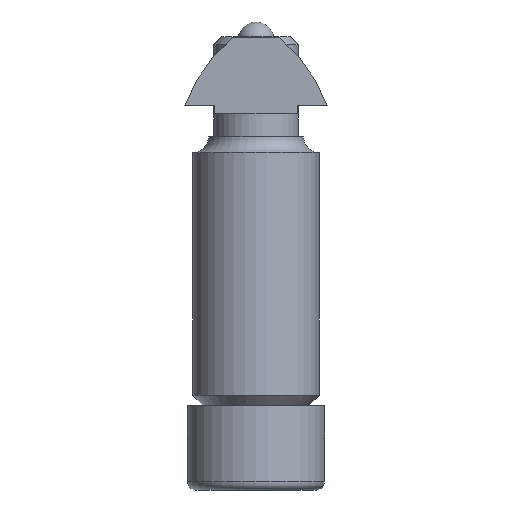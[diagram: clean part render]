
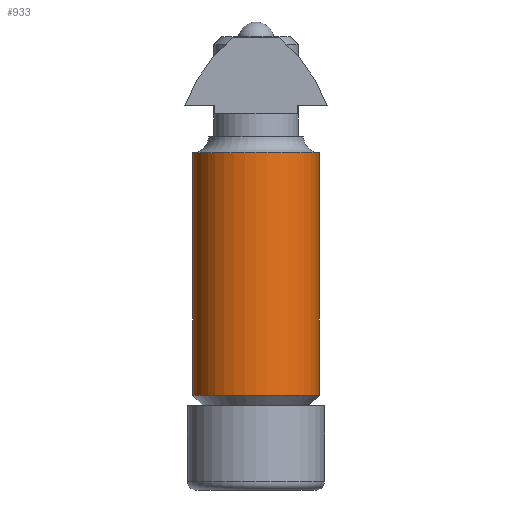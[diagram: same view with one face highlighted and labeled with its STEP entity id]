
A CAD part, left-side view. The second image highlights one B-rep face of the part: STEP entity #933.
In plain terms, the highlighted cylindrical face has radius 6 mm (diameter 12 mm), a full revolution.
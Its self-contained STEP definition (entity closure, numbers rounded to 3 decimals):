
#258=FACE_BOUND('',#366,.T.);
#304=FACE_OUTER_BOUND('',#365,.T.);
#365=EDGE_LOOP('',(#809));
#366=EDGE_LOOP('',(#810));
#423=CIRCLE('',#1016,6.);
#424=CIRCLE('',#1018,6.);
#498=VERTEX_POINT('',#1576);
#499=VERTEX_POINT('',#1579);
#615=EDGE_CURVE('',#498,#498,#423,.T.);
#616=EDGE_CURVE('',#499,#499,#424,.T.);
#809=ORIENTED_EDGE('',*,*,#616,.T.);
#810=ORIENTED_EDGE('',*,*,#615,.F.);
#894=CYLINDRICAL_SURFACE('',#1017,6.);
#933=ADVANCED_FACE('',(#304,#258),#894,.T.);
#1016=AXIS2_PLACEMENT_3D('',#1577,#1241,#1242);
#1017=AXIS2_PLACEMENT_3D('',#1578,#1243,#1244);
#1018=AXIS2_PLACEMENT_3D('',#1580,#1245,#1246);
#1241=DIRECTION('center_axis',(0.,0.,1.));
#1242=DIRECTION('ref_axis',(-1.,0.,0.));
#1243=DIRECTION('center_axis',(0.,0.,1.));
#1244=DIRECTION('ref_axis',(-1.,0.,0.));
#1245=DIRECTION('center_axis',(0.,0.,1.));
#1246=DIRECTION('ref_axis',(-1.,0.,0.));
#1576=CARTESIAN_POINT('',(6.,0.,24.5));
#1577=CARTESIAN_POINT('Origin',(0.,0.,24.5));
#1578=CARTESIAN_POINT('Origin',(0.,0.,0.));
#1579=CARTESIAN_POINT('',(6.,0.,1.5));
#1580=CARTESIAN_POINT('Origin',(0.,0.,1.5));
